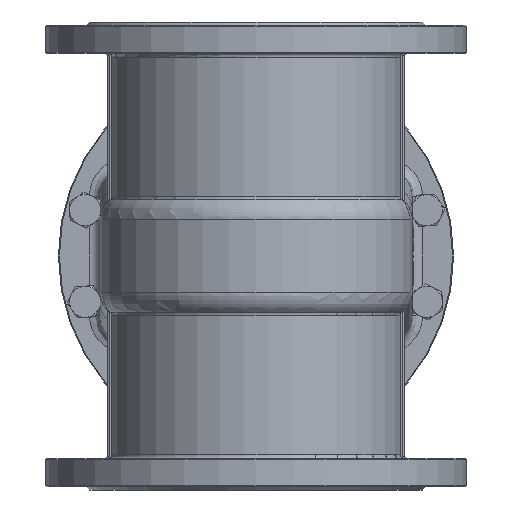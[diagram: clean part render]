
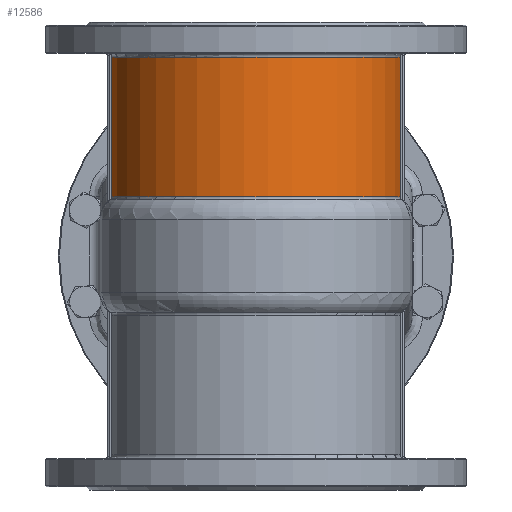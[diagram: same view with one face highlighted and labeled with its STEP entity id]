
A CAD part, front view. The second image highlights one B-rep face of the part: STEP entity #12586.
In plain terms, the highlighted cylindrical face has radius 140 mm (diameter 280 mm), a partial arc.
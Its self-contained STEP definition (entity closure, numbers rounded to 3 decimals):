
#754=CYLINDRICAL_SURFACE('',#13949,140.);
#1394=LINE('',#22751,#2148);
#1409=LINE('',#23349,#2163);
#2148=VECTOR('',#16648,10.);
#2163=VECTOR('',#16771,10.);
#3066=FACE_OUTER_BOUND('',#3891,.T.);
#3891=EDGE_LOOP('',(#10485,#10486,#10487,#10488));
#4803=CIRCLE('',#13862,140.);
#4816=CIRCLE('',#13880,140.);
#5798=VERTEX_POINT('',#22737);
#5799=VERTEX_POINT('',#22750);
#5830=VERTEX_POINT('',#23031);
#5844=VERTEX_POINT('',#23330);
#7323=EDGE_CURVE('',#5799,#5798,#1394,.T.);
#7374=EDGE_CURVE('',#5798,#5830,#4803,.T.);
#7399=EDGE_CURVE('',#5844,#5799,#4816,.T.);
#7401=EDGE_CURVE('',#5844,#5830,#1409,.T.);
#10485=ORIENTED_EDGE('',*,*,#7374,.T.);
#10486=ORIENTED_EDGE('',*,*,#7401,.F.);
#10487=ORIENTED_EDGE('',*,*,#7399,.T.);
#10488=ORIENTED_EDGE('',*,*,#7323,.T.);
#12586=ADVANCED_FACE('',(#3066),#754,.T.);
#13862=AXIS2_PLACEMENT_3D('',#23044,#16730,#16731);
#13880=AXIS2_PLACEMENT_3D('',#23331,#16767,#16768);
#13949=AXIS2_PLACEMENT_3D('',#23474,#16921,#16922);
#16648=DIRECTION('',(0.,0.,-1.));
#16730=DIRECTION('center_axis',(0.,0.,1.));
#16731=DIRECTION('ref_axis',(0.,-1.,0.));
#16767=DIRECTION('center_axis',(0.,0.,-1.));
#16768=DIRECTION('ref_axis',(0.,-1.,0.));
#16771=DIRECTION('',(0.,0.,-1.));
#16921=DIRECTION('center_axis',(0.,0.,1.));
#16922=DIRECTION('ref_axis',(1.,0.,0.));
#22737=CARTESIAN_POINT('',(-138.564,-20.,281.909));
#22750=CARTESIAN_POINT('',(-138.564,-20.,416.));
#22751=CARTESIAN_POINT('',(-138.564,-20.,420.));
#23031=CARTESIAN_POINT('',(138.564,-20.,281.909));
#23044=CARTESIAN_POINT('Origin',(0.,0.,281.909));
#23330=CARTESIAN_POINT('',(138.564,-20.,416.));
#23331=CARTESIAN_POINT('Origin',(0.,0.,416.));
#23349=CARTESIAN_POINT('',(138.564,-20.,420.));
#23474=CARTESIAN_POINT('Origin',(0.,0.,420.));
